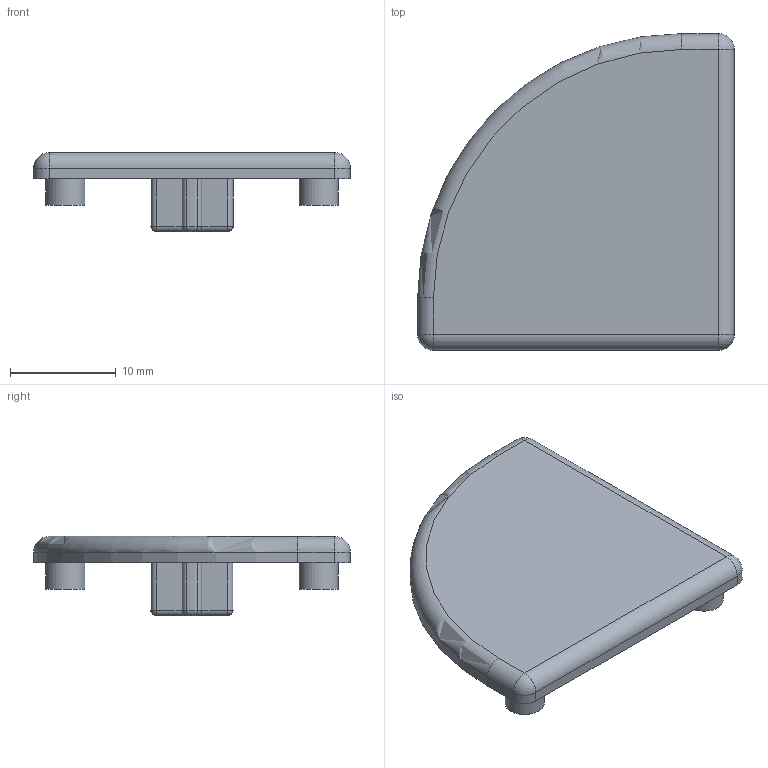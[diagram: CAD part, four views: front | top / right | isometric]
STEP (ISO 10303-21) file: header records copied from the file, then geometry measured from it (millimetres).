
FILE_DESCRIPTION(/* description */ (''),/* implementation_level */ '2;1');
FILE_NAME(/* name */ 'DTPTR0000023.stp',/* time_stamp */ '2019-05-15T15:37:14+02:00',/* author */ ('fzagni'),/* organization */ (''),/* preprocessor_version */ 'ST-DEVELOPER v17.2',/* originating_system */ 'Autodesk Inventor 2019',/* authorisation */ '');
FILE_SCHEMA (('AUTOMOTIVE_DESIGN { 1 0 10303 214 3 1 1 }'));
Length unit declared in the file: millimetre
Products named in the file (1): Tappi_raggiati_19V01
Bounding box: 30 x 30 x 7.5 mm (x, y, z)
Volume: 2063.7 mm3; surface area: 1954.3 mm2
Topology: 1 solids, 1 shells, 65 faces, 138 edges, 79 vertices
Faces by surface type: cylinder 31, plane 18, sphere 11, torus 5
Full cylindrical faces by diameter (mm): 3.7 x3
Entity records: 1772 total; most frequent: DIRECTION 341, CARTESIAN_POINT 283, ORIENTED_EDGE 276, EDGE_CURVE 138, AXIS2_PLACEMENT_3D 137, VERTEX_POINT 79, EDGE_LOOP 69, LINE 67
